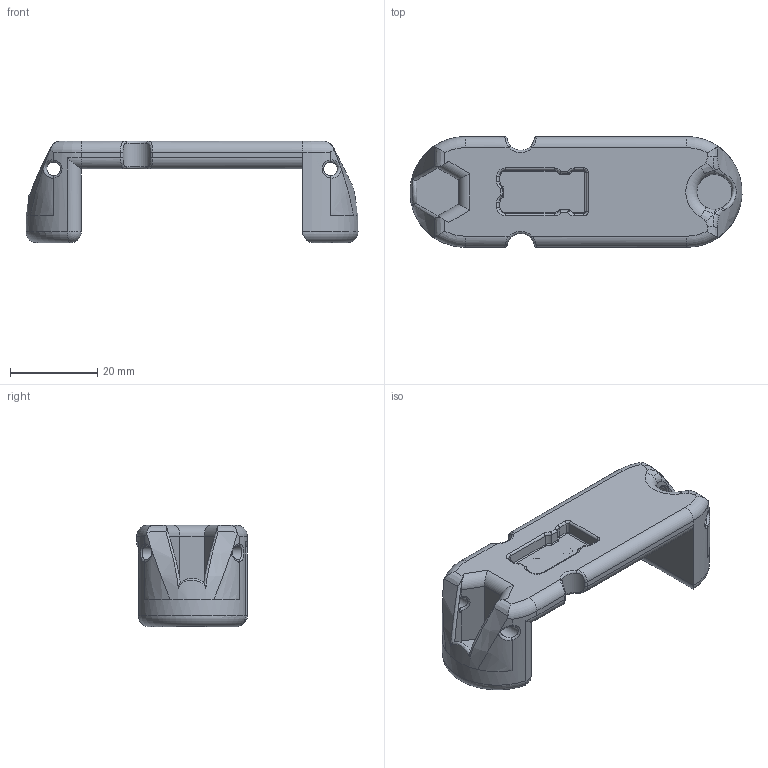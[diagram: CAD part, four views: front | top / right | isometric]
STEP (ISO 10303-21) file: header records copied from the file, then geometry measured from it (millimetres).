
FILE_DESCRIPTION(/* description */ (''),/* implementation_level */ '2;1');
FILE_NAME(/* name */ 'IR Sensor Mount Half.step',/* time_stamp */ '2023-07-01T04:23:54-04:00',/* author */ (''),/* organization */ (''),/* preprocessor_version */ 'ST-DEVELOPER v19.2',/* originating_system */ 'Autodesk Translation Framework v12.6.0.85',/* authorisation */ '');
FILE_SCHEMA (('AUTOMOTIVE_DESIGN { 1 0 10303 214 3 1 1 }'));
Length unit declared in the file: inch
Products named in the file (3): IR Sensor Mount Half; Basic Tube Mount Half v2; Basic Mount
Assembly tree (2 placements, depth 3):
  IR Sensor Mount Half
    Basic Tube Mount Half v2
      Basic Mount
Bounding box: 76.19 x 25.4 x 23.28 mm (x, y, z)
Volume: 14803.1 mm3; surface area: 7498.9 mm2
Topology: 1 solids, 1 shells, 203 faces, 546 edges, 338 vertices
Faces by surface type: cylinder 74, bspline 56, torus 35, plane 35, sphere 3
Full cylindrical faces by diameter (mm): 2.271 x2, 2.845 x2, 3.175 x4, 5.029 x2, 8 x1, 8.026 x1
Entity records: 10943 total; most frequent: CARTESIAN_POINT 6216, ORIENTED_EDGE 1084, DIRECTION 840, EDGE_CURVE 542, AXIS2_PLACEMENT_3D 342, VERTEX_POINT 338, EDGE_LOOP 208, FACE_OUTER_BOUND 203
